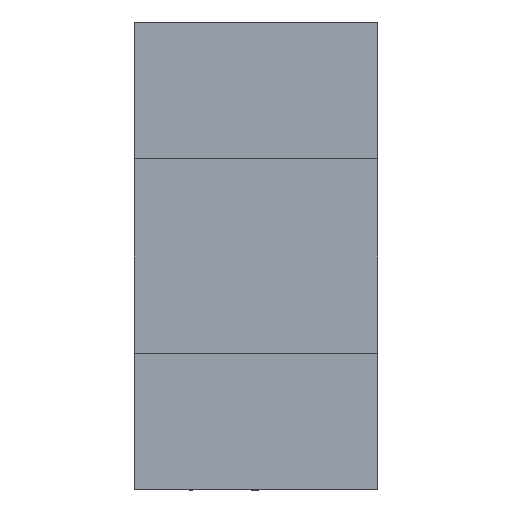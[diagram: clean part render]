
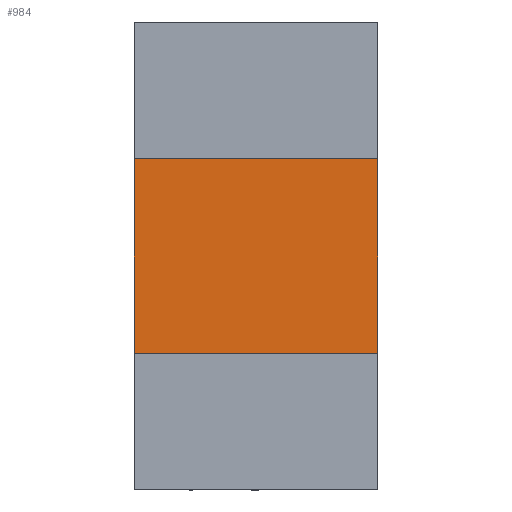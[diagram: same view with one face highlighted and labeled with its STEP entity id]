
A CAD part, left-side view. The second image highlights one B-rep face of the part: STEP entity #984.
In plain terms, the highlighted planar face has unit normal (-1, 0, 0).
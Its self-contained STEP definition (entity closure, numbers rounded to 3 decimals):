
#29 = CARTESIAN_POINT ( 'NONE',  ( 50., 0., 14. ) ) ;
#35 = VERTEX_POINT ( 'NONE', #513 ) ;
#65 = CARTESIAN_POINT ( 'NONE',  ( 50., 25., 14. ) ) ;
#169 = VERTEX_POINT ( 'NONE', #194 ) ;
#188 = VERTEX_POINT ( 'NONE', #1016 ) ;
#194 = CARTESIAN_POINT ( 'NONE',  ( 50., 0., 14. ) ) ;
#229 = LINE ( 'NONE', #29, #825 ) ;
#243 = LINE ( 'NONE', #837, #521 ) ;
#297 = CARTESIAN_POINT ( 'NONE',  ( 50., 25., 14. ) ) ;
#336 = ORIENTED_EDGE ( 'NONE', *, *, #355, .F. ) ;
#355 = EDGE_CURVE ( 'NONE', #188, #35, #1026, .T. ) ;
#395 = CARTESIAN_POINT ( 'NONE',  ( 50., 25., 34. ) ) ;
#456 = EDGE_CURVE ( 'NONE', #169, #35, #229, .T. ) ;
#513 = CARTESIAN_POINT ( 'NONE',  ( 50., 0., 34. ) ) ;
#521 = VECTOR ( 'NONE', #1197, 1000. ) ;
#641 = ORIENTED_EDGE ( 'NONE', *, *, #1000, .F. ) ;
#681 = EDGE_LOOP ( 'NONE', ( #1086, #336, #641, #1031 ) ) ;
#688 = DIRECTION ( 'NONE',  ( 0., 0., 1. ) ) ;
#758 = DIRECTION ( 'NONE',  ( 0., -1., 0. ) ) ;
#761 = VECTOR ( 'NONE', #1075, 1000. ) ;
#780 = FACE_OUTER_BOUND ( 'NONE', #681, .T. ) ;
#781 = VECTOR ( 'NONE', #758, 1000. ) ;
#810 = DIRECTION ( 'NONE',  ( 1., 0., 0. ) ) ;
#825 = VECTOR ( 'NONE', #688, 1000. ) ;
#837 = CARTESIAN_POINT ( 'NONE',  ( 50., 25., 14. ) ) ;
#912 = AXIS2_PLACEMENT_3D ( 'NONE', #1161, #810, #988 ) ;
#984 = ADVANCED_FACE ( 'NONE', ( #780 ), #1173, .F. ) ;
#988 = DIRECTION ( 'NONE',  ( 0., 0., -1. ) ) ;
#1000 = EDGE_CURVE ( 'NONE', #1163, #188, #1006, .T. ) ;
#1006 = LINE ( 'NONE', #65, #761 ) ;
#1013 = EDGE_CURVE ( 'NONE', #1163, #169, #243, .T. ) ;
#1016 = CARTESIAN_POINT ( 'NONE',  ( 50., 25., 34. ) ) ;
#1026 = LINE ( 'NONE', #395, #781 ) ;
#1031 = ORIENTED_EDGE ( 'NONE', *, *, #1013, .T. ) ;
#1075 = DIRECTION ( 'NONE',  ( 0., 0., 1. ) ) ;
#1086 = ORIENTED_EDGE ( 'NONE', *, *, #456, .T. ) ;
#1161 = CARTESIAN_POINT ( 'NONE',  ( 50., 25., 14. ) ) ;
#1163 = VERTEX_POINT ( 'NONE', #297 ) ;
#1173 = PLANE ( 'NONE',  #912 ) ;
#1197 = DIRECTION ( 'NONE',  ( 0., -1., 0. ) ) ;
